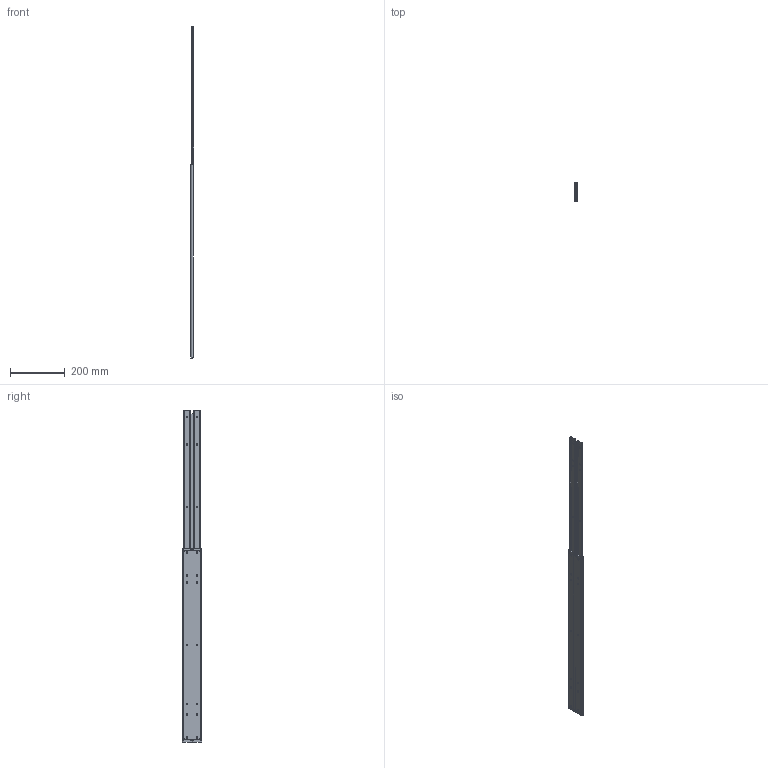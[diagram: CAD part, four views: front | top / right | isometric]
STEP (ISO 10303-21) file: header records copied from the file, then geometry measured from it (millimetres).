
FILE_DESCRIPTION (( 'STEP AP203' ), '1' );
FILE_NAME ('3561-28.step', '2021-03-11T02:53:30', ( '' ), ( '' ), 'SwSTEP 2.0', 'SolidWorks 2019', '' );
FILE_SCHEMA (( 'CONFIG_CONTROL_DESIGN' ));
Length unit declared in the file: millimetre
Products named in the file (5): IM 3561-28; OM-28継板 ; OM 3561-28; 3561-28; IM-28継板  
Assembly tree (6 placements, depth 2):
  3561-28
    OM 3561-28  x2
    OM-28継板 
    IM 3561-28  x2
    IM-28継板  
Bounding box: 12.8 x 71.4 x 1217.2 mm (x, y, z)
Volume: 300886.1 mm3; surface area: 401773.1 mm2
Topology: 6 solids, 6 shells, 328 faces, 944 edges, 628 vertices
Faces by surface type: cylinder 192, plane 136
Entity records: 7899 total; most frequent: CARTESIAN_POINT 1413, DIRECTION 1286, ORIENTED_EDGE 1208, EDGE_CURVE 604, AXIS2_PLACEMENT_3D 479, VERTEX_POINT 402, VECTOR 328, LINE 328
